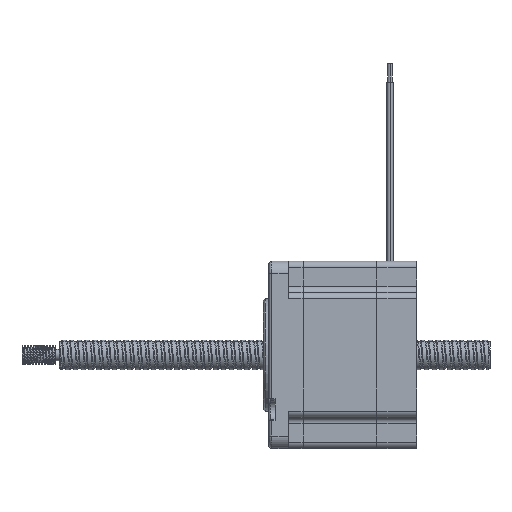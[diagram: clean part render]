
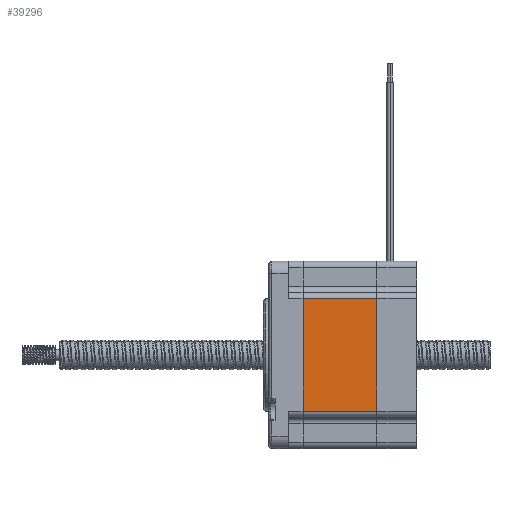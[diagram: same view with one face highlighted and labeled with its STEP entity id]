
A CAD part, left-side view. The second image highlights one B-rep face of the part: STEP entity #39296.
In plain terms, the highlighted face is planar.
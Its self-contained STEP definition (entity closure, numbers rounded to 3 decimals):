
#608 = ORIENTED_EDGE ( 'NONE', *, *, #5365, .T. ) ;
#1316 = LINE ( 'NONE', #26402, #4675 ) ;
#1416 = CARTESIAN_POINT ( 'NONE',  ( 23.6, -18., -30. ) ) ;
#3832 = ORIENTED_EDGE ( 'NONE', *, *, #48446, .T. ) ;
#4640 = DIRECTION ( 'NONE',  ( 0., 1., 0. ) ) ;
#4675 = VECTOR ( 'NONE', #5841, 1000. ) ;
#5365 = EDGE_CURVE ( 'NONE', #44803, #38290, #20826, .T. ) ;
#5841 = DIRECTION ( 'NONE',  ( -1., 0., 0. ) ) ;
#6087 = CARTESIAN_POINT ( 'NONE',  ( 0., 18., -30. ) ) ;
#7620 = VERTEX_POINT ( 'NONE', #6087 ) ;
#10857 = VECTOR ( 'NONE', #43439, 1000. ) ;
#12200 = ORIENTED_EDGE ( 'NONE', *, *, #49279, .F. ) ;
#12822 = DIRECTION ( 'NONE',  ( -1., 0., 0. ) ) ;
#14200 = VECTOR ( 'NONE', #4640, 1000. ) ;
#14241 = CARTESIAN_POINT ( 'NONE',  ( 23.6, 18., -30. ) ) ;
#15939 = DIRECTION ( 'NONE',  ( 0., 0., 1. ) ) ;
#20826 = LINE ( 'NONE', #37136, #23346 ) ;
#23346 = VECTOR ( 'NONE', #12822, 1000. ) ;
#23460 = EDGE_CURVE ( 'NONE', #45904, #7620, #1316, .T. ) ;
#25005 = DIRECTION ( 'NONE',  ( 0., -1., 0. ) ) ;
#26402 = CARTESIAN_POINT ( 'NONE',  ( 23.6, 18., -30. ) ) ;
#27152 = LINE ( 'NONE', #27415, #10857 ) ;
#27415 = CARTESIAN_POINT ( 'NONE',  ( 23.6, -18., -30. ) ) ;
#29025 = CARTESIAN_POINT ( 'NONE',  ( 23.6, 18., -30. ) ) ;
#29284 = AXIS2_PLACEMENT_3D ( 'NONE', #29025, #15939, #25005 ) ;
#29463 = LINE ( 'NONE', #45222, #14200 ) ;
#35680 = ORIENTED_EDGE ( 'NONE', *, *, #23460, .F. ) ;
#37136 = CARTESIAN_POINT ( 'NONE',  ( 23.6, -18., -30. ) ) ;
#38290 = VERTEX_POINT ( 'NONE', #52649 ) ;
#39296 = ADVANCED_FACE ( 'NONE', ( #49322 ), #40255, .F. ) ;
#40255 = PLANE ( 'NONE',  #29284 ) ;
#43439 = DIRECTION ( 'NONE',  ( 0., 1., 0. ) ) ;
#43999 = EDGE_LOOP ( 'NONE', ( #3832, #35680, #12200, #608 ) ) ;
#44803 = VERTEX_POINT ( 'NONE', #1416 ) ;
#45222 = CARTESIAN_POINT ( 'NONE',  ( 0., -18., -30. ) ) ;
#45904 = VERTEX_POINT ( 'NONE', #14241 ) ;
#48446 = EDGE_CURVE ( 'NONE', #38290, #7620, #29463, .T. ) ;
#49279 = EDGE_CURVE ( 'NONE', #44803, #45904, #27152, .T. ) ;
#49322 = FACE_OUTER_BOUND ( 'NONE', #43999, .T. ) ;
#52649 = CARTESIAN_POINT ( 'NONE',  ( 0., -18., -30. ) ) ;
